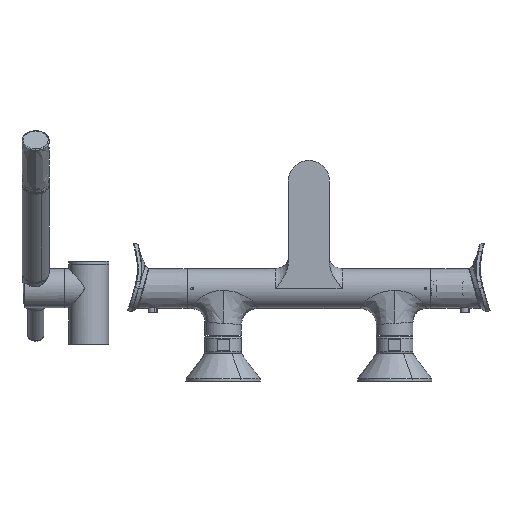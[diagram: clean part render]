
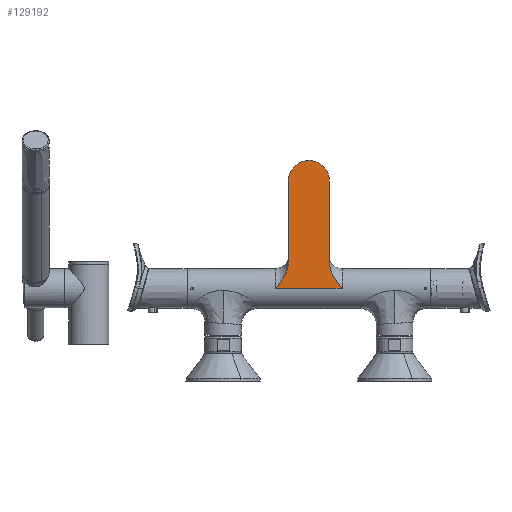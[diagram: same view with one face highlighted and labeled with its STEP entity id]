
A CAD part, top view. The second image highlights one B-rep face of the part: STEP entity #129192.
In plain terms, the highlighted planar face has unit normal (0, 0, 1).
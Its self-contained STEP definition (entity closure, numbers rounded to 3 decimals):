
#59533=CARTESIAN_POINT('Vertex',(29.,0.,17.5)) ;
#59536=CARTESIAN_POINT('Line Origine',(53.,0.,17.5)) ;
#59540=CARTESIAN_POINT('Vertex',(-29.,0.,17.5)) ;
#60859=CARTESIAN_POINT('Control Point',(-29.,0.,17.5)) ;
#60860=CARTESIAN_POINT('Control Point',(-28.861,0.175,17.5)) ;
#60861=CARTESIAN_POINT('Control Point',(-28.722,0.35,17.5)) ;
#60862=CARTESIAN_POINT('Control Point',(-28.572,0.54,17.5)) ;
#60863=CARTESIAN_POINT('Control Point',(-28.377,0.786,17.5)) ;
#60864=CARTESIAN_POINT('Control Point',(-28.19,1.022,17.5)) ;
#60865=CARTESIAN_POINT('Control Point',(-28.128,1.101,17.5)) ;
#60866=CARTESIAN_POINT('Control Point',(-28.002,1.261,17.5)) ;
#60867=CARTESIAN_POINT('Control Point',(-27.873,1.424,17.5)) ;
#60868=CARTESIAN_POINT('Control Point',(-27.808,1.507,17.5)) ;
#60869=CARTESIAN_POINT('Control Point',(-27.678,1.673,17.5)) ;
#60870=CARTESIAN_POINT('Control Point',(-27.543,1.844,17.5)) ;
#60871=CARTESIAN_POINT('Control Point',(-27.477,1.928,17.5)) ;
#60872=CARTESIAN_POINT('Control Point',(-27.393,2.036,17.5)) ;
#60873=CARTESIAN_POINT('Control Point',(-27.309,2.144,17.5)) ;
#60874=CARTESIAN_POINT('Control Point',(-27.296,2.16,17.5)) ;
#60875=CARTESIAN_POINT('Control Point',(-27.26,2.205,17.5)) ;
#60876=CARTESIAN_POINT('Control Point',(-27.223,2.253,17.5)) ;
#60877=CARTESIAN_POINT('Control Point',(-27.205,2.276,17.5)) ;
#60878=CARTESIAN_POINT('Control Point',(-27.15,2.346,17.5)) ;
#60879=CARTESIAN_POINT('Control Point',(-27.096,2.417,17.5)) ;
#60880=CARTESIAN_POINT('Control Point',(-27.06,2.463,17.5)) ;
#60881=CARTESIAN_POINT('Control Point',(-26.893,2.677,17.5)) ;
#60882=CARTESIAN_POINT('Control Point',(-26.727,2.892,17.5)) ;
#60883=CARTESIAN_POINT('Control Point',(-26.594,3.065,17.5)) ;
#60884=CARTESIAN_POINT('Control Point',(-25.284,4.771,17.5)) ;
#60885=CARTESIAN_POINT('Control Point',(-23.989,6.536,17.5)) ;
#60886=CARTESIAN_POINT('Control Point',(-22.846,8.211,17.5)) ;
#60887=CARTESIAN_POINT('Control Point',(-20.728,11.69,17.5)) ;
#60888=CARTESIAN_POINT('Control Point',(-19.046,15.749,17.5)) ;
#60889=CARTESIAN_POINT('Control Point',(-18.386,17.872,17.5)) ;
#60890=CARTESIAN_POINT('Control Point',(-18.,20.159,17.5)) ;
#60891=CARTESIAN_POINT('Control Point',(-18.,22.494,17.5)) ;
#60892=CARTESIAN_POINT('Vertex',(-18.,22.494,17.5)) ;
#61229=CARTESIAN_POINT('Line Origine',(-18.,58.247,17.5)) ;
#61233=CARTESIAN_POINT('Vertex',(-18.,94.,17.5)) ;
#61537=CARTESIAN_POINT('Axis2P3D Location',(0.,94.,17.5)) ;
#61541=CARTESIAN_POINT('Vertex',(0.,112.,17.5)) ;
#61544=CARTESIAN_POINT('Axis2P3D Location',(0.,94.,17.5)) ;
#61548=CARTESIAN_POINT('Vertex',(18.,94.,17.5)) ;
#61683=CARTESIAN_POINT('Vertex',(18.,22.494,17.5)) ;
#61700=CARTESIAN_POINT('Line Origine',(18.,58.247,17.5)) ;
#129140=CARTESIAN_POINT('Axis2P3D Location',(13.306,45.954,17.5)) ;
#129146=CARTESIAN_POINT('Control Point',(29.,0.,17.5)) ;
#129147=CARTESIAN_POINT('Control Point',(28.856,0.181,17.5)) ;
#129148=CARTESIAN_POINT('Control Point',(28.713,0.362,17.5)) ;
#129149=CARTESIAN_POINT('Control Point',(28.563,0.551,17.5)) ;
#129150=CARTESIAN_POINT('Control Point',(28.368,0.797,17.5)) ;
#129151=CARTESIAN_POINT('Control Point',(28.185,1.028,17.5)) ;
#129152=CARTESIAN_POINT('Control Point',(28.125,1.105,17.5)) ;
#129153=CARTESIAN_POINT('Control Point',(28.001,1.262,17.5)) ;
#129154=CARTESIAN_POINT('Control Point',(27.874,1.423,17.5)) ;
#129155=CARTESIAN_POINT('Control Point',(27.809,1.506,17.5)) ;
#129156=CARTESIAN_POINT('Control Point',(27.68,1.67,17.5)) ;
#129157=CARTESIAN_POINT('Control Point',(27.545,1.841,17.5)) ;
#129158=CARTESIAN_POINT('Control Point',(27.48,1.925,17.5)) ;
#129159=CARTESIAN_POINT('Control Point',(27.396,2.032,17.5)) ;
#129160=CARTESIAN_POINT('Control Point',(27.312,2.139,17.5)) ;
#129161=CARTESIAN_POINT('Control Point',(27.299,2.156,17.5)) ;
#129162=CARTESIAN_POINT('Control Point',(27.263,2.202,17.5)) ;
#129163=CARTESIAN_POINT('Control Point',(27.225,2.251,17.5)) ;
#129164=CARTESIAN_POINT('Control Point',(27.206,2.275,17.5)) ;
#129165=CARTESIAN_POINT('Control Point',(27.168,2.324,17.5)) ;
#129166=CARTESIAN_POINT('Control Point',(27.13,2.373,17.5)) ;
#129167=CARTESIAN_POINT('Control Point',(27.111,2.397,17.5)) ;
#129168=CARTESIAN_POINT('Control Point',(27.074,2.445,17.5)) ;
#129169=CARTESIAN_POINT('Control Point',(27.039,2.49,17.5)) ;
#129170=CARTESIAN_POINT('Control Point',(27.022,2.512,17.5)) ;
#129171=CARTESIAN_POINT('Control Point',(25.484,4.492,17.5)) ;
#129172=CARTESIAN_POINT('Control Point',(23.976,6.511,17.5)) ;
#129173=CARTESIAN_POINT('Control Point',(22.549,8.603,17.5)) ;
#129174=CARTESIAN_POINT('Control Point',(20.446,12.211,17.5)) ;
#129175=CARTESIAN_POINT('Control Point',(18.956,16.185,17.5)) ;
#129176=CARTESIAN_POINT('Control Point',(18.498,17.77,17.5)) ;
#129177=CARTESIAN_POINT('Control Point',(18.134,19.684,17.5)) ;
#129178=CARTESIAN_POINT('Control Point',(18.018,21.628,17.5)) ;
#129179=CARTESIAN_POINT('Control Point',(18.006,21.917,17.5)) ;
#129180=CARTESIAN_POINT('Control Point',(18.,22.205,17.5)) ;
#129181=CARTESIAN_POINT('Control Point',(18.,22.494,17.5)) ;
#59538=VECTOR('Line Direction',#59537,1.) ;
#61231=VECTOR('Line Direction',#61230,1.) ;
#61702=VECTOR('Line Direction',#61701,1.) ;
#59537=DIRECTION('Vector Direction',(1.,0.,0.)) ;
#61230=DIRECTION('Vector Direction',(0.,1.,0.)) ;
#61538=DIRECTION('Axis2P3D Direction',(0.,0.,1.)) ;
#61545=DIRECTION('Axis2P3D Direction',(0.,0.,1.)) ;
#61701=DIRECTION('Vector Direction',(0.,1.,0.)) ;
#129141=DIRECTION('Axis2P3D Direction',(0.,0.,1.)) ;
#129142=DIRECTION('Axis2P3D XDirection',(-0.074,0.997,0.)) ;
#61539=AXIS2_PLACEMENT_3D('Circle Axis2P3D',#61537,#61538,$) ;
#61546=AXIS2_PLACEMENT_3D('Circle Axis2P3D',#61544,#61545,$) ;
#129143=AXIS2_PLACEMENT_3D('Plane Axis2P3D',#129140,#129141,#129142) ;
#59539=LINE('Line',#59536,#59538) ;
#61232=LINE('Line',#61229,#61231) ;
#61703=LINE('Line',#61700,#61702) ;
#61540=CIRCLE('generated circle',#61539,18.) ;
#61547=CIRCLE('generated circle',#61546,18.) ;
#129144=PLANE('',#129143) ;
#59542=EDGE_CURVE('',#59541,#59534,#59539,.T.) ;
#60894=EDGE_CURVE('',#59541,#60893,#60858,.T.) ;
#61235=EDGE_CURVE('',#60893,#61234,#61232,.T.) ;
#61543=EDGE_CURVE('',#61234,#61542,#61540,.F.) ;
#61550=EDGE_CURVE('',#61549,#61542,#61547,.T.) ;
#61704=EDGE_CURVE('',#61684,#61549,#61703,.T.) ;
#129182=EDGE_CURVE('',#59534,#61684,#129145,.T.) ;
#129184=ORIENTED_EDGE('',*,*,#129182,.T.) ;
#129185=ORIENTED_EDGE('',*,*,#61704,.T.) ;
#129186=ORIENTED_EDGE('',*,*,#61550,.T.) ;
#129187=ORIENTED_EDGE('',*,*,#61543,.F.) ;
#129188=ORIENTED_EDGE('',*,*,#61235,.F.) ;
#129189=ORIENTED_EDGE('',*,*,#60894,.F.) ;
#129190=ORIENTED_EDGE('',*,*,#59542,.T.) ;
#129183=EDGE_LOOP('',(#129184,#129185,#129186,#129187,#129188,#129189,#129190)) ;
#59534=VERTEX_POINT('',#59533) ;
#59541=VERTEX_POINT('',#59540) ;
#60893=VERTEX_POINT('',#60892) ;
#61234=VERTEX_POINT('',#61233) ;
#61542=VERTEX_POINT('',#61541) ;
#61549=VERTEX_POINT('',#61548) ;
#61684=VERTEX_POINT('',#61683) ;
#129192=ADVANCED_FACE('.5',(#129191),#129144,.T.) ;
#60858=B_SPLINE_CURVE_WITH_KNOTS('',5,(#60859,#60860,#60861,#60862,#60863,#60864,#60865,#60866,#60867,#60868,#60869,#60870,#60871,#60872,#60873,#60874,#60875,#60876,#60877,#60878,#60879,#60880,#60881,#60882,#60883,#60884,#60885,#60886,#60887,#60888,#60889,#60890,#60891),.UNSPECIFIED.,.F.,.U.,(6,3,3,3,3,3,3,3,3,3,6),(0.,1.978,2.986,3.998,4.952,5.205,5.444,5.921,7.826,24.708,40.522),.UNSPECIFIED.) ;
#129145=B_SPLINE_CURVE_WITH_KNOTS('',5,(#129146,#129147,#129148,#129149,#129150,#129151,#129152,#129153,#129154,#129155,#129156,#129157,#129158,#129159,#129160,#129161,#129162,#129163,#129164,#129165,#129166,#129167,#129168,#129169,#129170,#129171,#129172,#129173,#129174,#129175,#129176,#129177,#129178,#129179,#129180,#129181),.UNSPECIFIED.,.F.,.U.,(6,3,3,3,3,3,3,3,3,3,3,6),(0.,1.68,2.533,3.385,4.17,4.376,4.572,4.769,4.965,22.956,34.202,36.159),.UNSPECIFIED.) ;
#129191=FACE_OUTER_BOUND('',#129183,.T.) ;
